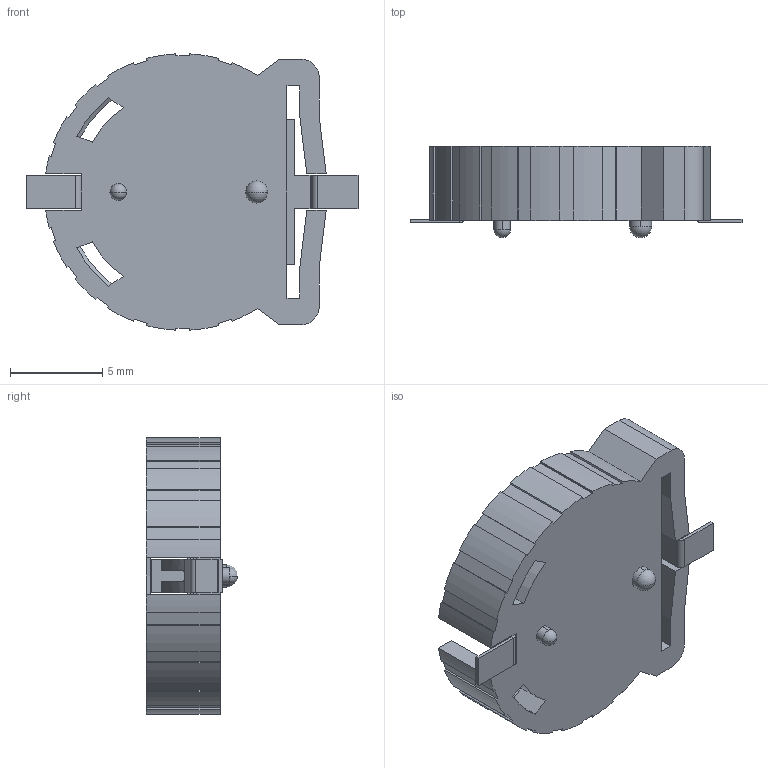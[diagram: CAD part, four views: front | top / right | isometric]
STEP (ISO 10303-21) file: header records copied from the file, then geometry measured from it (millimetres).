
FILE_DESCRIPTION (( 'STEP AP214' ), '1' );
FILE_NAME ('BC501SM.STEP', '2019-10-20T22:29:24', ( '' ), ( '' ), 'SwSTEP 2.0', 'SolidWorks 2017', '' );
FILE_SCHEMA (( 'AUTOMOTIVE_DESIGN' ));
Length unit declared in the file: millimetre
Products named in the file (1): BC501SM
Bounding box: 18 x 4.94 x 14.98 mm (x, y, z)
Volume: 405.1 mm3; surface area: 929.9 mm2
Topology: 3 solids, 3 shells, 232 faces, 645 edges, 415 vertices
Faces by surface type: plane 158, cylinder 68, sphere 4, cone 2
Entity records: 7421 total; most frequent: CARTESIAN_POINT 1324, ORIENTED_EDGE 1282, DIRECTION 1250, EDGE_CURVE 641, LINE 480, VECTOR 480, VERTEX_POINT 415, AXIS2_PLACEMENT_3D 385
